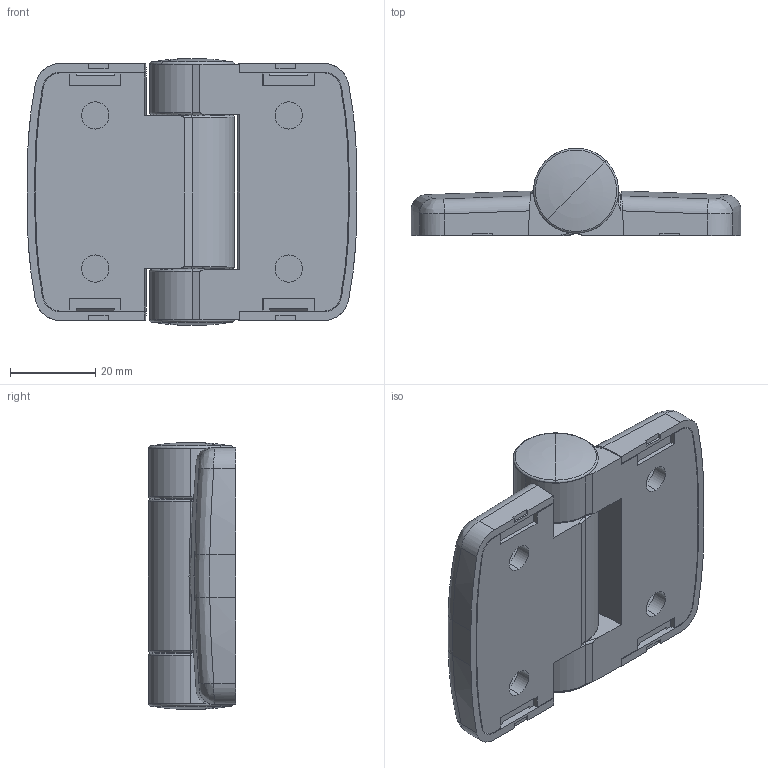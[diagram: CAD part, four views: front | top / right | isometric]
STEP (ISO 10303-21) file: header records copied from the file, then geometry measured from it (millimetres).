
FILE_DESCRIPTION (( 'STEP AP214' ), '1' );
FILE_NAME ('095sr4040a00.STEP', '2013-08-29T07:37:05', ( '' ), ( '' ), 'SwSTEP 2.0', 'SolidWorks 2012', '' );
FILE_SCHEMA (( 'AUTOMOTIVE_DESIGN' ));
Length unit declared in the file: millimetre
Products named in the file (6): 095sr30r04_095 sr 30 r04; 095sr30r01; 095sa40; 095sr40a00i_095 s 40 a00 i; 095s40a00a_095 s 40 a00 a; 095sr4040a00
Assembly tree (7 placements, depth 2):
  095sr4040a00
    095s40a00a_095 s 40 a00 a
    095sr40a00i_095 s 40 a00 i
    095sa40  x2
    095sr30r01
    095sr30r04_095 sr 30 r04  x2
Bounding box: 77.5 x 20.5 x 62.8 mm (x, y, z)
Volume: 42037 mm3; surface area: 28366.1 mm2
Topology: 7 solids, 7 shells, 378 faces, 960 edges, 590 vertices
Faces by surface type: plane 160, cylinder 116, torus 69, bspline 23, sphere 8, cone 2
Entity records: 9444 total; most frequent: CARTESIAN_POINT 2146, DIRECTION 1495, ORIENTED_EDGE 1488, EDGE_CURVE 744, AXIS2_PLACEMENT_3D 536, VERTEX_POINT 469, LINE 423, VECTOR 423
